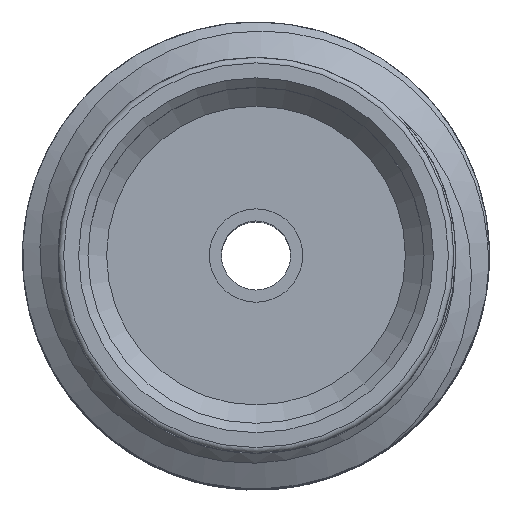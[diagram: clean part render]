
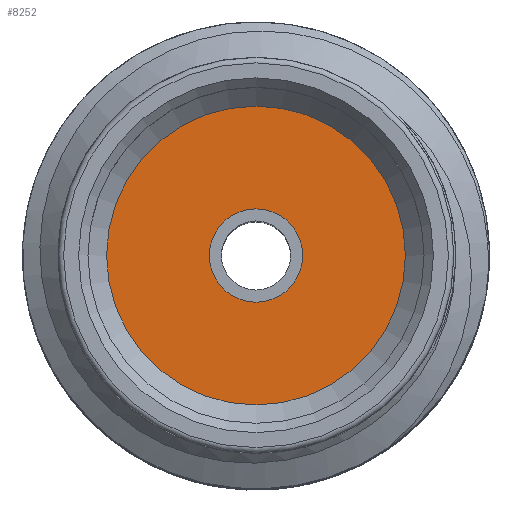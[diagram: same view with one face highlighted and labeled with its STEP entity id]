
A CAD part, top view. The second image highlights one B-rep face of the part: STEP entity #8252.
In plain terms, the highlighted planar face has unit normal (0, 0, 1).
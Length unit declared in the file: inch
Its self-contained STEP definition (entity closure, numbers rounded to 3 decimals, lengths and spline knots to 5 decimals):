
#29 = FACE_BOUND ( 'NONE', #10273, .T. ) ;
#335 = CIRCLE ( 'NONE', #7062, 0.025 ) ;
#1717 = CIRCLE ( 'NONE', #7817, 0.08 ) ;
#2418 = VERTEX_POINT ( 'NONE', #7057 ) ;
#2881 = EDGE_LOOP ( 'NONE', ( #6498 ) ) ;
#3220 = DIRECTION ( 'NONE',  ( 0., 0., 1. ) ) ;
#3661 = CARTESIAN_POINT ( 'NONE',  ( 0.08, 0., -0.08 ) ) ;
#3669 = CARTESIAN_POINT ( 'NONE',  ( 0., 0., -0.08 ) ) ;
#3927 = DIRECTION ( 'NONE',  ( 0., 0., 1. ) ) ;
#3984 = VERTEX_POINT ( 'NONE', #3661 ) ;
#5930 = AXIS2_PLACEMENT_3D ( 'NONE', #6957, #3927, #7101 ) ;
#6105 = DIRECTION ( 'NONE',  ( 0., 0., 1. ) ) ;
#6122 = ORIENTED_EDGE ( 'NONE', *, *, #6705, .F. ) ;
#6498 = ORIENTED_EDGE ( 'NONE', *, *, #8114, .T. ) ;
#6705 = EDGE_CURVE ( 'NONE', #2418, #2418, #335, .T. ) ;
#6957 = CARTESIAN_POINT ( 'NONE',  ( 0., 0., -0.08 ) ) ;
#7057 = CARTESIAN_POINT ( 'NONE',  ( 0.025, 0., -0.08 ) ) ;
#7062 = AXIS2_PLACEMENT_3D ( 'NONE', #8264, #3220, #7344 ) ;
#7101 = DIRECTION ( 'NONE',  ( 1., 0., 0. ) ) ;
#7344 = DIRECTION ( 'NONE',  ( 1., 0., 0. ) ) ;
#7817 = AXIS2_PLACEMENT_3D ( 'NONE', #3669, #6105, #10314 ) ;
#7831 = FACE_OUTER_BOUND ( 'NONE', #2881, .T. ) ;
#8114 = EDGE_CURVE ( 'NONE', #3984, #3984, #1717, .T. ) ;
#8252 = ADVANCED_FACE ( 'NONE', ( #7831, #29 ), #10164, .T. ) ;
#8264 = CARTESIAN_POINT ( 'NONE',  ( 0., 0., -0.08 ) ) ;
#10164 = PLANE ( 'NONE',  #5930 ) ;
#10273 = EDGE_LOOP ( 'NONE', ( #6122 ) ) ;
#10314 = DIRECTION ( 'NONE',  ( 1., 0., 0. ) ) ;
